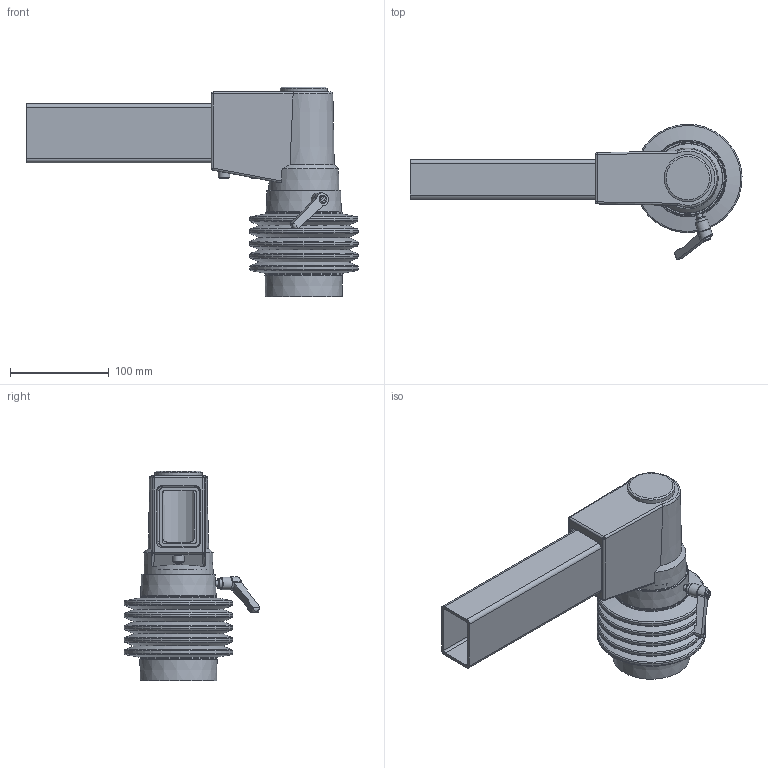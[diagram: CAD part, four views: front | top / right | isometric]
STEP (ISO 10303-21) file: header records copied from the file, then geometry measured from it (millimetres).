
FILE_DESCRIPTION (( 'STEP AP214' ), '1' );
FILE_NAME ('R149-035-001.STEP', '2025-10-17T09:49:00', ( '' ), ( '' ), 'SwSTEP 2.0', 'SolidWorks 2024', '' );
FILE_SCHEMA (( 'AUTOMOTIVE_DESIGN' ));
Length unit declared in the file: millimetre
Products named in the file (1): R149-035-001
Bounding box: 336.95 x 137.47 x 213 mm (x, y, z)
Volume: 699319 mm3; surface area: 316654.7 mm2
Topology: 11 solids, 11 shells, 471 faces, 1056 edges, 618 vertices
Faces by surface type: cylinder 179, plane 121, torus 74, cone 59, bspline 34, sphere 4
Full cylindrical faces by diameter (mm): 4.5 x1, 4.917 x5, 6 x6, 8 x1, 10 x1, 10.106 x2, 12 x2, 12.998 x1, 40 x1, 42 x4, 48 x1, 48.376 x1, 51 x2, 52.6 x1, 70.251 x1, 72 x3, 78 x4, 86 x6, 106 x5, 110 x5
Entity records: 14856 total; most frequent: CARTESIAN_POINT 5056, DIRECTION 2140, ORIENTED_EDGE 1746, AXIS2_PLACEMENT_3D 907, EDGE_CURVE 873, EDGE_LOOP 652, VERTEX_POINT 579, FACE_OUTER_BOUND 558
